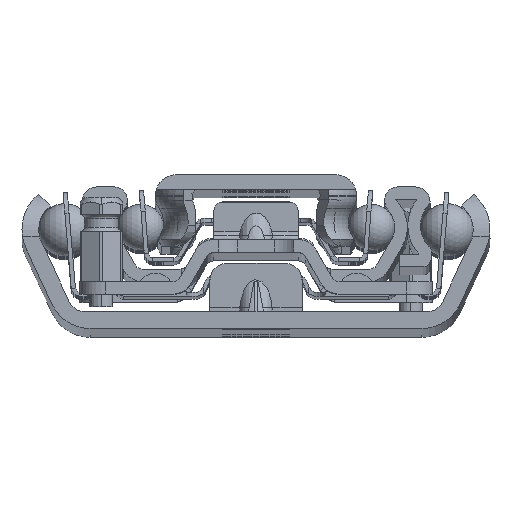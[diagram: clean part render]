
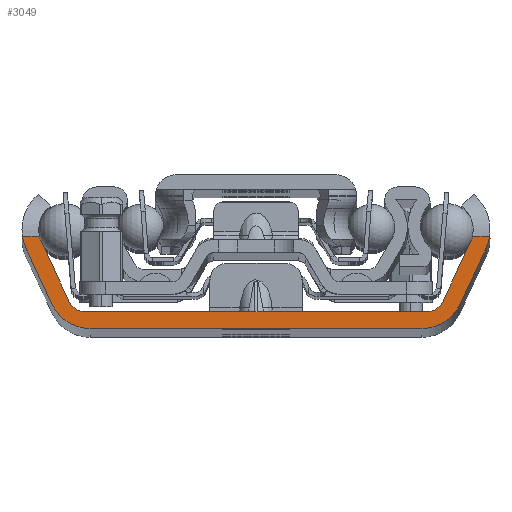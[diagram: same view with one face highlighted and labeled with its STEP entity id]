
A CAD part, top view. The second image highlights one B-rep face of the part: STEP entity #3049.
In plain terms, the highlighted planar face has unit normal (0, 0, 1).
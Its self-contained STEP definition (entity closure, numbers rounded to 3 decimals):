
#2=DIRECTION('',(1.,0.,0.));
#3=VECTOR('',#2,2.024);
#4=CARTESIAN_POINT('',(-27.841,11.,0.));
#5=LINE('',#4,#3);
#6=CARTESIAN_POINT('',(-22.41,11.8,0.));
#7=DIRECTION('',(0.,0.,-1.));
#8=DIRECTION('',(-0.906,-0.423,0.));
#9=AXIS2_PLACEMENT_3D('',#6,#7,#8);
#11=DIRECTION('',(-0.423,0.906,0.));
#12=VECTOR('',#11,7.907);
#13=CARTESIAN_POINT('',(-22.24,3.155,0.));
#14=LINE('',#13,#12);
#15=CARTESIAN_POINT('',(-20.428,4.,0.));
#16=DIRECTION('',(0.,0.,-1.));
#17=DIRECTION('',(0.,-1.,0.));
#18=AXIS2_PLACEMENT_3D('',#15,#16,#17);
#20=DIRECTION('',(-1.,0.,0.));
#21=VECTOR('',#20,40.856);
#22=CARTESIAN_POINT('',(20.428,2.,0.));
#23=LINE('',#22,#21);
#24=CARTESIAN_POINT('',(20.428,4.,0.));
#25=DIRECTION('',(0.,0.,-1.));
#26=DIRECTION('',(0.906,-0.423,0.));
#27=AXIS2_PLACEMENT_3D('',#24,#25,#26);
#29=DIRECTION('',(-0.423,-0.906,0.));
#30=VECTOR('',#29,7.907);
#31=CARTESIAN_POINT('',(25.582,10.321,0.));
#32=LINE('',#31,#30);
#33=CARTESIAN_POINT('',(22.41,11.8,0.));
#34=DIRECTION('',(0.,0.,-1.));
#35=DIRECTION('',(0.974,-0.229,0.));
#36=AXIS2_PLACEMENT_3D('',#33,#34,#35);
#38=DIRECTION('',(1.,0.,0.));
#39=VECTOR('',#38,2.024);
#40=CARTESIAN_POINT('',(25.817,11.,0.));
#41=LINE('',#40,#39);
#42=CARTESIAN_POINT('',(22.41,11.8,0.));
#43=DIRECTION('',(0.,0.,1.));
#44=DIRECTION('',(0.906,-0.423,0.));
#45=AXIS2_PLACEMENT_3D('',#42,#43,#44);
#47=DIRECTION('',(0.423,0.906,0.));
#48=VECTOR('',#47,7.274);
#49=CARTESIAN_POINT('',(24.311,2.887,0.));
#50=LINE('',#49,#48);
#51=CARTESIAN_POINT('',(19.78,5.,0.));
#52=DIRECTION('',(0.,0.,1.));
#53=DIRECTION('',(0.,-1.,0.));
#54=AXIS2_PLACEMENT_3D('',#51,#52,#53);
#56=DIRECTION('',(1.,0.,0.));
#57=VECTOR('',#56,39.56);
#58=CARTESIAN_POINT('',(-19.78,0.,0.));
#59=LINE('',#58,#57);
#60=CARTESIAN_POINT('',(-19.78,5.,0.));
#61=DIRECTION('',(0.,0.,1.));
#62=DIRECTION('',(-0.906,-0.423,0.));
#63=AXIS2_PLACEMENT_3D('',#60,#61,#62);
#65=DIRECTION('',(0.423,-0.906,0.));
#66=VECTOR('',#65,7.274);
#67=CARTESIAN_POINT('',(-27.386,9.48,0.));
#68=LINE('',#67,#66);
#69=CARTESIAN_POINT('',(-22.41,11.8,0.));
#70=DIRECTION('',(0.,0.,1.));
#71=DIRECTION('',(-0.989,-0.146,0.));
#72=AXIS2_PLACEMENT_3D('',#69,#70,#71);
#2586=CARTESIAN_POINT('',(-20.428,2.,0.));
#2587=CARTESIAN_POINT('',(-22.24,3.155,0.));
#2588=VERTEX_POINT('',#2586);
#2589=VERTEX_POINT('',#2587);
#2590=CARTESIAN_POINT('',(-25.582,10.321,0.));
#2591=VERTEX_POINT('',#2590);
#2592=CARTESIAN_POINT('',(-27.386,9.48,0.));
#2593=CARTESIAN_POINT('',(-24.311,2.887,0.));
#2594=VERTEX_POINT('',#2592);
#2595=VERTEX_POINT('',#2593);
#2596=CARTESIAN_POINT('',(-19.78,0.,0.));
#2597=VERTEX_POINT('',#2596);
#2598=CARTESIAN_POINT('',(19.78,0.,0.));
#2599=VERTEX_POINT('',#2598);
#2600=CARTESIAN_POINT('',(24.311,2.887,0.));
#2601=VERTEX_POINT('',#2600);
#2602=CARTESIAN_POINT('',(27.386,9.48,0.));
#2603=VERTEX_POINT('',#2602);
#2604=CARTESIAN_POINT('',(25.582,10.321,0.));
#2605=CARTESIAN_POINT('',(22.24,3.155,0.));
#2606=VERTEX_POINT('',#2604);
#2607=VERTEX_POINT('',#2605);
#2608=CARTESIAN_POINT('',(20.428,2.,0.));
#2609=VERTEX_POINT('',#2608);
#2766=CARTESIAN_POINT('',(-27.841,11.,0.));
#2767=CARTESIAN_POINT('',(-25.817,11.,0.));
#2768=VERTEX_POINT('',#2766);
#2769=VERTEX_POINT('',#2767);
#2770=CARTESIAN_POINT('',(25.817,11.,0.));
#2771=CARTESIAN_POINT('',(27.841,11.,0.));
#2772=VERTEX_POINT('',#2770);
#2773=VERTEX_POINT('',#2771);
#3010=CARTESIAN_POINT('',(0.,0.,0.));
#3011=DIRECTION('',(0.,0.,1.));
#3012=DIRECTION('',(1.,0.,0.));
#3013=AXIS2_PLACEMENT_3D('',#3010,#3011,#3012);
#3014=PLANE('',#3013);
#3016=ORIENTED_EDGE('',*,*,#3015,.T.);
#3018=ORIENTED_EDGE('',*,*,#3017,.F.);
#3020=ORIENTED_EDGE('',*,*,#3019,.F.);
#3022=ORIENTED_EDGE('',*,*,#3021,.F.);
#3024=ORIENTED_EDGE('',*,*,#3023,.F.);
#3026=ORIENTED_EDGE('',*,*,#3025,.F.);
#3028=ORIENTED_EDGE('',*,*,#3027,.F.);
#3030=ORIENTED_EDGE('',*,*,#3029,.F.);
#3032=ORIENTED_EDGE('',*,*,#3031,.T.);
#3034=ORIENTED_EDGE('',*,*,#3033,.F.);
#3036=ORIENTED_EDGE('',*,*,#3035,.F.);
#3038=ORIENTED_EDGE('',*,*,#3037,.F.);
#3040=ORIENTED_EDGE('',*,*,#3039,.F.);
#3042=ORIENTED_EDGE('',*,*,#3041,.F.);
#3044=ORIENTED_EDGE('',*,*,#3043,.F.);
#3046=ORIENTED_EDGE('',*,*,#3045,.F.);
#3047=EDGE_LOOP('',(#3016,#3018,#3020,#3022,#3024,#3026,#3028,#3030,#3032,#3034,
#3036,#3038,#3040,#3042,#3044,#3046));
#3048=FACE_OUTER_BOUND('',#3047,.F.);
#3049=ADVANCED_FACE('',(#3048),#3014,.T.);
#10=CIRCLE('',#9,3.5);
#19=CIRCLE('',#18,2.);
#28=CIRCLE('',#27,2.);
#37=CIRCLE('',#36,3.5);
#46=CIRCLE('',#45,5.49);
#55=CIRCLE('',#54,5.);
#64=CIRCLE('',#63,5.);
#73=CIRCLE('',#72,5.49);
#3015=EDGE_CURVE('',#2768,#2769,#5,.T.);
#3017=EDGE_CURVE('',#2591,#2769,#10,.T.);
#3019=EDGE_CURVE('',#2589,#2591,#14,.T.);
#3021=EDGE_CURVE('',#2588,#2589,#19,.T.);
#3023=EDGE_CURVE('',#2609,#2588,#23,.T.);
#3025=EDGE_CURVE('',#2607,#2609,#28,.T.);
#3027=EDGE_CURVE('',#2606,#2607,#32,.T.);
#3029=EDGE_CURVE('',#2772,#2606,#37,.T.);
#3031=EDGE_CURVE('',#2772,#2773,#41,.T.);
#3033=EDGE_CURVE('',#2603,#2773,#46,.T.);
#3035=EDGE_CURVE('',#2601,#2603,#50,.T.);
#3037=EDGE_CURVE('',#2599,#2601,#55,.T.);
#3039=EDGE_CURVE('',#2597,#2599,#59,.T.);
#3041=EDGE_CURVE('',#2595,#2597,#64,.T.);
#3043=EDGE_CURVE('',#2594,#2595,#68,.T.);
#3045=EDGE_CURVE('',#2768,#2594,#73,.T.);
